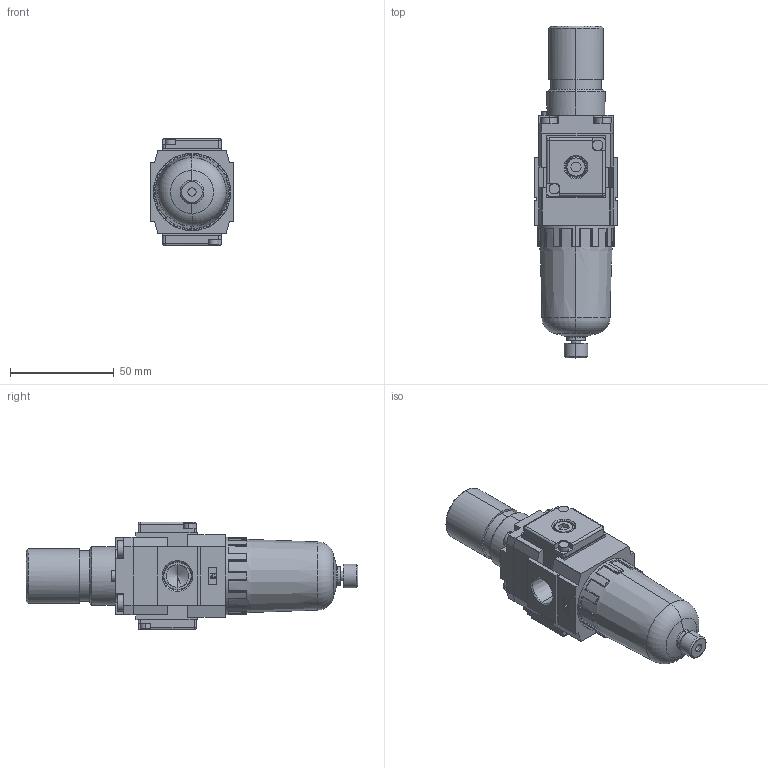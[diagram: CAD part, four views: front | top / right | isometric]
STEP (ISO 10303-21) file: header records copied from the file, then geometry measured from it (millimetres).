
FILE_DESCRIPTION(/* description */ ('Alibre Inc.'),/* implementation_level */ '2;1');
FILE_NAME(/* name */ 'export0',/* time_stamp */ '2012-11-23T13:55:56-05:00',/* author */ (''),/* organization */ (''),/* preprocessor_version */ 'ST-DEVELOPER v14',/* originating_system */ 'Alibre',/* authorisation */ '');
FILE_SCHEMA (('ALIBRE_SCHEMA','CONFIG_CONTROL_DESIGN'));
Length unit declared in the file: millimetre
Products named in the file (1): ID_1
Bounding box: 40 x 160 x 52 mm (x, y, z)
Volume: 105097.1 mm3; surface area: 34804.6 mm2
Topology: 4 solids, 4 shells, 405 faces, 2567 edges, 2190 vertices
Faces by surface type: plane 257, cylinder 69, cone 44, revolution 13, bspline 12, torus 6, sphere 4
Entity records: 62551 total; most frequent: CARTESIAN_POINT 18508, ORIENTED_EDGE 10252, DIRECTION 9131, EDGE_CURVE 5126, VERTEX_POINT 4380, AXIS2_PLACEMENT_3D 4101, CIRCLE 3338, VECTOR 1429
